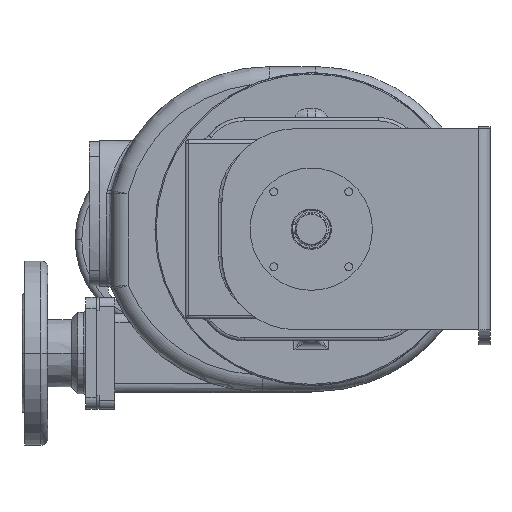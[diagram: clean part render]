
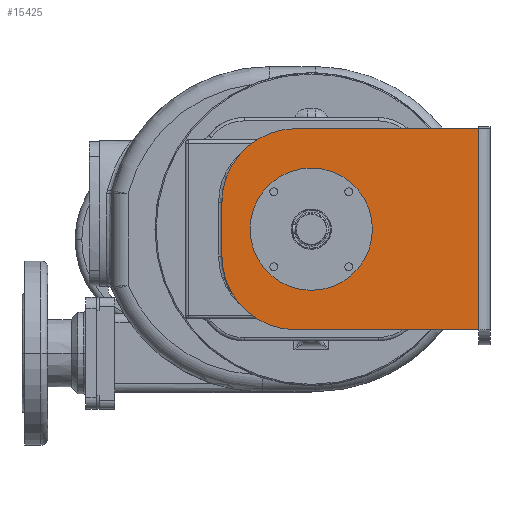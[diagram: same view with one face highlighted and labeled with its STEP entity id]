
A CAD part, left-side view. The second image highlights one B-rep face of the part: STEP entity #15425.
In plain terms, the highlighted planar face has unit normal (-1, 0, 0).
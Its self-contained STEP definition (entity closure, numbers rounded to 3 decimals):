
#968=DIRECTION('',(0.,0.,1.));
#969=VECTOR('',#968,180.);
#970=CARTESIAN_POINT('',(-320.5,0.,-90.));
#971=LINE('',#970,#969);
#1143=CARTESIAN_POINT('',(-320.5,164.,-24.));
#1144=DIRECTION('',(1.,0.,0.));
#1145=DIRECTION('',(0.,0.,-1.));
#1146=AXIS2_PLACEMENT_3D('',#1143,#1144,#1145);
#1148=DIRECTION('',(0.,0.,1.));
#1149=VECTOR('',#1148,48.);
#1150=CARTESIAN_POINT('',(-320.5,230.,-24.));
#1151=LINE('',#1150,#1149);
#1152=CARTESIAN_POINT('',(-320.5,164.,24.));
#1153=DIRECTION('',(1.,0.,0.));
#1154=DIRECTION('',(0.,1.,0.));
#1155=AXIS2_PLACEMENT_3D('',#1152,#1153,#1154);
#1157=DIRECTION('',(0.,-1.,0.));
#1158=VECTOR('',#1157,164.);
#1159=CARTESIAN_POINT('',(-320.5,164.,90.));
#1160=LINE('',#1159,#1158);
#1161=DIRECTION('',(0.,1.,0.));
#1162=VECTOR('',#1161,164.);
#1163=CARTESIAN_POINT('',(-320.5,0.,-90.));
#1164=LINE('',#1163,#1162);
#1165=CARTESIAN_POINT('',(-320.5,150.,0.));
#1166=DIRECTION('',(-1.,0.,0.));
#1167=DIRECTION('',(0.,0.,-1.));
#1168=AXIS2_PLACEMENT_3D('',#1165,#1166,#1167);
#1170=CARTESIAN_POINT('',(-320.5,150.,0.));
#1171=DIRECTION('',(-1.,0.,0.));
#1172=DIRECTION('',(0.,0.,1.));
#1173=AXIS2_PLACEMENT_3D('',#1170,#1171,#1172);
#12858=CARTESIAN_POINT('',(-320.5,150.,-54.75));
#12859=CARTESIAN_POINT('',(-320.5,150.,54.75));
#12860=VERTEX_POINT('',#12858);
#12861=VERTEX_POINT('',#12859);
#12902=CARTESIAN_POINT('',(-320.5,164.,-90.));
#12904=VERTEX_POINT('',#12902);
#12909=CARTESIAN_POINT('',(-320.5,0.,-90.));
#12910=VERTEX_POINT('',#12909);
#12911=CARTESIAN_POINT('',(-320.5,0.,90.));
#12912=VERTEX_POINT('',#12911);
#12913=CARTESIAN_POINT('',(-320.5,164.,90.));
#12914=VERTEX_POINT('',#12913);
#12957=CARTESIAN_POINT('',(-320.5,230.,-24.));
#12958=VERTEX_POINT('',#12957);
#12959=CARTESIAN_POINT('',(-320.5,230.,24.));
#12960=VERTEX_POINT('',#12959);
#15406=CARTESIAN_POINT('',(-320.5,150.,0.));
#15407=DIRECTION('',(-1.,0.,0.));
#15408=DIRECTION('',(0.,-1.,0.));
#15409=AXIS2_PLACEMENT_3D('',#15406,#15407,#15408);
#15410=PLANE('',#15409);
#15411=ORIENTED_EDGE('',*,*,#15399,.T.);
#15412=ORIENTED_EDGE('',*,*,#15139,.T.);
#15413=ORIENTED_EDGE('',*,*,#15160,.T.);
#15414=ORIENTED_EDGE('',*,*,#15173,.T.);
#15415=ORIENTED_EDGE('',*,*,#15203,.F.);
#15416=ORIENTED_EDGE('',*,*,#15387,.T.);
#15417=EDGE_LOOP('',(#15411,#15412,#15413,#15414,#15415,#15416));
#15418=FACE_OUTER_BOUND('',#15417,.F.);
#15420=ORIENTED_EDGE('',*,*,#15419,.T.);
#15422=ORIENTED_EDGE('',*,*,#15421,.T.);
#15423=EDGE_LOOP('',(#15420,#15422));
#15424=FACE_BOUND('',#15423,.F.);
#15425=ADVANCED_FACE('',(#15418,#15424),#15410,.T.);
#1147=CIRCLE('',#1146,66.);
#1156=CIRCLE('',#1155,66.);
#1169=CIRCLE('',#1168,54.75);
#1174=CIRCLE('',#1173,54.75);
#15139=EDGE_CURVE('',#12958,#12960,#1151,.T.);
#15160=EDGE_CURVE('',#12960,#12914,#1156,.T.);
#15173=EDGE_CURVE('',#12914,#12912,#1160,.T.);
#15203=EDGE_CURVE('',#12910,#12912,#971,.T.);
#15387=EDGE_CURVE('',#12910,#12904,#1164,.T.);
#15399=EDGE_CURVE('',#12904,#12958,#1147,.T.);
#15419=EDGE_CURVE('',#12860,#12861,#1169,.T.);
#15421=EDGE_CURVE('',#12861,#12860,#1174,.T.);
